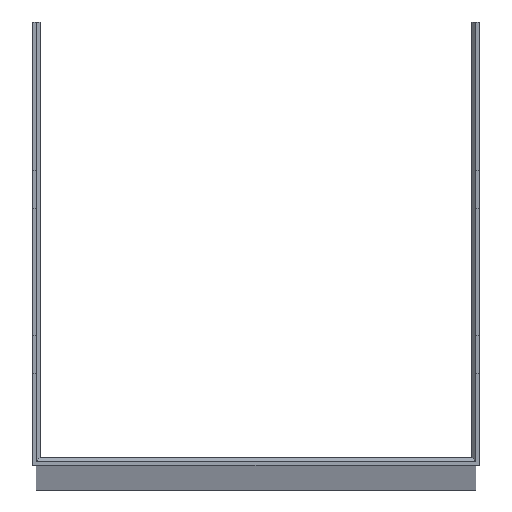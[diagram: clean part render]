
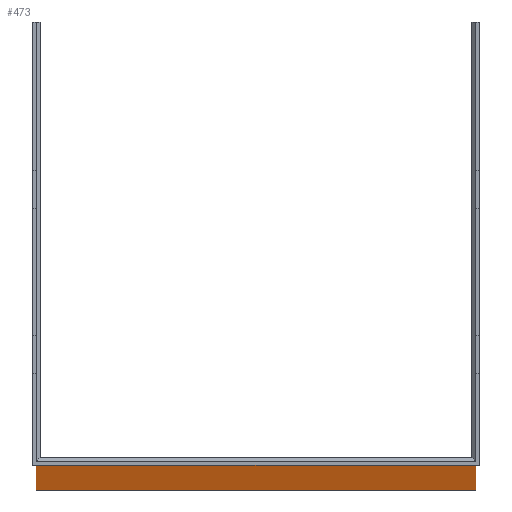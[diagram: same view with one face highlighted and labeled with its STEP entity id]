
A CAD part, top view. The second image highlights one B-rep face of the part: STEP entity #473.
In plain terms, the highlighted planar face has unit normal (0, -1, 0).
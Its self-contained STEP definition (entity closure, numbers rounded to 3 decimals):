
#121 = AXIS2_PLACEMENT_3D ( 'NONE', #506, #510, #511 ) ;
#180 = AXIS2_PLACEMENT_3D ( 'NONE', #1565, #1566, #1567 ) ;
#229 = EDGE_CURVE ( 'NONE', #1272, #1315, #1477, .T. ) ;
#287 = EDGE_CURVE ( 'NONE', #1278, #1272, #751, .T. ) ;
#290 = EDGE_CURVE ( 'NONE', #894, #894, #756, .T. ) ;
#291 = EDGE_CURVE ( 'NONE', #1278, #1325, #759, .T. ) ;
#308 = EDGE_CURVE ( 'NONE', #1325, #1315, #788, .T. ) ;
#400 = CARTESIAN_POINT ( 'NONE',  ( -40., 0., 0. ) ) ;
#406 = DIRECTION ( 'NONE',  ( 1., 0., 0. ) ) ;
#473 = ADVANCED_FACE ( 'NONE', ( #876, #880 ), #504, .F. ) ;
#504 = PLANE ( 'NONE',  #121 ) ;
#506 = CARTESIAN_POINT ( 'NONE',  ( -40., 0., 2969. ) ) ;
#510 = DIRECTION ( 'NONE',  ( 0., 1., 0. ) ) ;
#511 = DIRECTION ( 'NONE',  ( 0., 0., 1. ) ) ;
#575 = CARTESIAN_POINT ( 'NONE',  ( -40., 0., 0. ) ) ;
#581 = CARTESIAN_POINT ( 'NONE',  ( -40., 0., 2968. ) ) ;
#618 = CARTESIAN_POINT ( 'NONE',  ( 40., 0., 0. ) ) ;
#628 = CARTESIAN_POINT ( 'NONE',  ( 40., 0., 2968. ) ) ;
#638 = CARTESIAN_POINT ( 'NONE',  ( 0., 0., 18.5 ) ) ;
#751 = LINE ( 'NONE', #1551, #753 ) ;
#753 = VECTOR ( 'NONE', #1552, 1000. ) ;
#756 = CIRCLE ( 'NONE', #180, 3.5 ) ;
#759 = LINE ( 'NONE', #1556, #761 ) ;
#761 = VECTOR ( 'NONE', #1568, 1000. ) ;
#788 = LINE ( 'NONE', #1605, #791 ) ;
#791 = VECTOR ( 'NONE', #1606, 1000. ) ;
#876 = FACE_BOUND ( 'NONE', #1019, .T. ) ;
#880 = FACE_OUTER_BOUND ( 'NONE', #1018, .T. ) ;
#894 = VERTEX_POINT ( 'NONE', #638 ) ;
#1018 = EDGE_LOOP ( 'NONE', ( #1108, #1109, #1110, #1111 ) ) ;
#1019 = EDGE_LOOP ( 'NONE', ( #1107 ) ) ;
#1107 = ORIENTED_EDGE ( 'NONE', *, *, #290, .F. ) ;
#1108 = ORIENTED_EDGE ( 'NONE', *, *, #308, .F. ) ;
#1109 = ORIENTED_EDGE ( 'NONE', *, *, #291, .F. ) ;
#1110 = ORIENTED_EDGE ( 'NONE', *, *, #287, .T. ) ;
#1111 = ORIENTED_EDGE ( 'NONE', *, *, #229, .T. ) ;
#1272 = VERTEX_POINT ( 'NONE', #575 ) ;
#1278 = VERTEX_POINT ( 'NONE', #581 ) ;
#1315 = VERTEX_POINT ( 'NONE', #618 ) ;
#1325 = VERTEX_POINT ( 'NONE', #628 ) ;
#1477 = LINE ( 'NONE', #400, #1479 ) ;
#1479 = VECTOR ( 'NONE', #406, 1000. ) ;
#1551 = CARTESIAN_POINT ( 'NONE',  ( -40., 0., 2969. ) ) ;
#1552 = DIRECTION ( 'NONE',  ( 0., 0., -1. ) ) ;
#1556 = CARTESIAN_POINT ( 'NONE',  ( -40., 0., 2968. ) ) ;
#1565 = CARTESIAN_POINT ( 'NONE',  ( 0., 0., 15. ) ) ;
#1566 = DIRECTION ( 'NONE',  ( 0., -1., 0. ) ) ;
#1567 = DIRECTION ( 'NONE',  ( 0., 0., 1. ) ) ;
#1568 = DIRECTION ( 'NONE',  ( 1., 0., 0. ) ) ;
#1605 = CARTESIAN_POINT ( 'NONE',  ( 40., 0., 2969. ) ) ;
#1606 = DIRECTION ( 'NONE',  ( 0., 0., -1. ) ) ;
